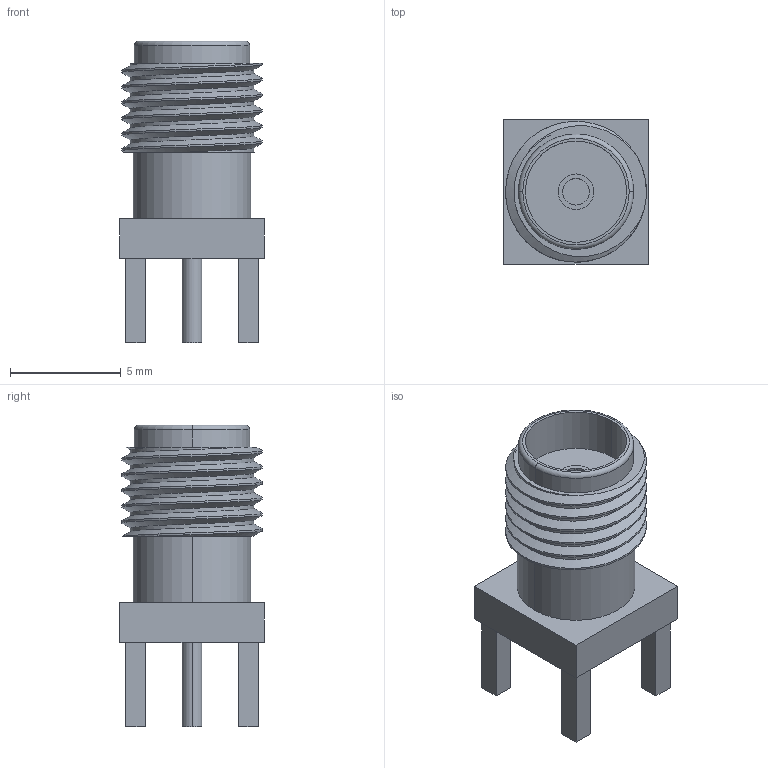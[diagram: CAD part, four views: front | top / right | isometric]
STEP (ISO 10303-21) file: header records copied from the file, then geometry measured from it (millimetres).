
FILE_DESCRIPTION (( 'STEP AP214' ), '1' );
FILE_NAME ('SMA-TH_5P-L6.5-W6.5-H9.8_BWSMA-KE-Z001.step', '2022-07-15T04:36:52', ( '' ), ( '' ), 'SwSTEP 2.0', 'SolidWorks 2020', '' );
FILE_SCHEMA (( 'AUTOMOTIVE_DESIGN' ));
Length unit declared in the file: millimetre
Products named in the file (1): SMA-TH_5P-L6.5-W6.5-H9.8_BWSMA-KE-Z001
Bounding box: 6.5 x 6.5 x 13.6 mm (x, y, z)
Volume: 251 mm3; surface area: 444.4 mm2
Topology: 20 solids, 20 shells, 312 faces, 827 edges, 568 vertices
Faces by surface type: plane 180, bspline 101, cylinder 29, torus 2
Entity records: 14785 total; most frequent: CARTESIAN_POINT 4107, ORIENTED_EDGE 1654, DIRECTION 1043, EDGE_CURVE 827, VERTEX_POINT 568, VECTOR 541, LINE 541, EDGE_LOOP 339
